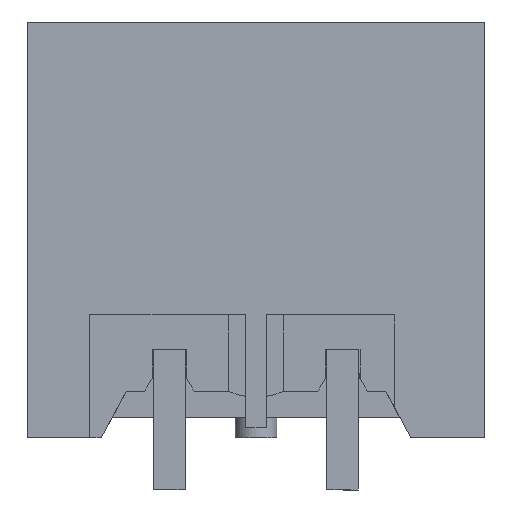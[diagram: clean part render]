
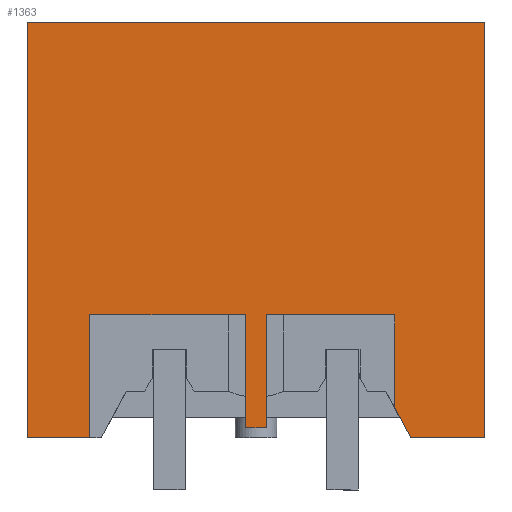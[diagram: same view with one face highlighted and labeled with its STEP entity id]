
A CAD part, front view. The second image highlights one B-rep face of the part: STEP entity #1363.
In plain terms, the highlighted planar face has unit normal (0, -1, 0).
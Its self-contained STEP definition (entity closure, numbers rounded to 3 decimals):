
#1292=AXIS2_PLACEMENT_3D('Plane Axis2P3D',#1289,#1290,#1291) ;
#709=CARTESIAN_POINT('Vertex',(6.3,0.,5.05)) ;
#742=CARTESIAN_POINT('Vertex',(6.3,0.,1.8)) ;
#745=CARTESIAN_POINT('Line Origine',(6.3,0.,3.425)) ;
#838=CARTESIAN_POINT('Line Origine',(4.05,0.,5.05)) ;
#842=CARTESIAN_POINT('Vertex',(1.8,0.,5.05)) ;
#864=CARTESIAN_POINT('Line Origine',(1.8,0.,3.275)) ;
#868=CARTESIAN_POINT('Vertex',(1.8,0.,1.5)) ;
#909=CARTESIAN_POINT('Line Origine',(0.9,0.,1.5)) ;
#913=CARTESIAN_POINT('Vertex',(0.,0.,1.5)) ;
#1269=CARTESIAN_POINT('Line Origine',(6.6,0.,1.8)) ;
#1273=CARTESIAN_POINT('Vertex',(6.9,0.,1.8)) ;
#1289=CARTESIAN_POINT('Axis2P3D Location',(0.,0.,13.5)) ;
#1294=CARTESIAN_POINT('Line Origine',(6.6,0.,13.5)) ;
#1298=CARTESIAN_POINT('Vertex',(0.,0.,13.5)) ;
#1300=CARTESIAN_POINT('Vertex',(13.2,0.,13.5)) ;
#1303=CARTESIAN_POINT('Line Origine',(0.,0.,7.5)) ;
#1308=CARTESIAN_POINT('Line Origine',(6.9,0.,3.425)) ;
#1312=CARTESIAN_POINT('Vertex',(6.9,0.,5.05)) ;
#1315=CARTESIAN_POINT('Line Origine',(8.75,0.,5.05)) ;
#1319=CARTESIAN_POINT('Vertex',(10.6,0.,5.05)) ;
#1322=CARTESIAN_POINT('Line Origine',(10.6,0.,3.711)) ;
#1326=CARTESIAN_POINT('Vertex',(10.6,0.,2.371)) ;
#1329=CARTESIAN_POINT('Line Origine',(10.831,0.,1.936)) ;
#1333=CARTESIAN_POINT('Vertex',(11.062,0.,1.5)) ;
#1336=CARTESIAN_POINT('Line Origine',(12.131,0.,1.5)) ;
#1340=CARTESIAN_POINT('Vertex',(13.2,0.,1.5)) ;
#1343=CARTESIAN_POINT('Line Origine',(13.2,0.,7.5)) ;
#746=DIRECTION('Vector Direction',(0.,0.,-1.)) ;
#839=DIRECTION('Vector Direction',(-1.,0.,0.)) ;
#865=DIRECTION('Vector Direction',(0.,0.,1.)) ;
#910=DIRECTION('Vector Direction',(1.,0.,0.)) ;
#1270=DIRECTION('Vector Direction',(-1.,0.,0.)) ;
#1290=DIRECTION('Axis2P3D Direction',(0.,-1.,0.)) ;
#1291=DIRECTION('Axis2P3D XDirection',(0.,0.,-1.)) ;
#1295=DIRECTION('Vector Direction',(1.,0.,0.)) ;
#1304=DIRECTION('Vector Direction',(0.,0.,-1.)) ;
#1309=DIRECTION('Vector Direction',(0.,0.,1.)) ;
#1316=DIRECTION('Vector Direction',(-1.,0.,0.)) ;
#1323=DIRECTION('Vector Direction',(0.,0.,1.)) ;
#1330=DIRECTION('Vector Direction',(0.468,0.,-0.884)) ;
#1337=DIRECTION('Vector Direction',(1.,0.,0.)) ;
#1344=DIRECTION('Vector Direction',(0.,0.,-1.)) ;
#747=VECTOR('Line Direction',#746,1.) ;
#840=VECTOR('Line Direction',#839,1.) ;
#866=VECTOR('Line Direction',#865,1.) ;
#911=VECTOR('Line Direction',#910,1.) ;
#1271=VECTOR('Line Direction',#1270,1.) ;
#1296=VECTOR('Line Direction',#1295,1.) ;
#1305=VECTOR('Line Direction',#1304,1.) ;
#1310=VECTOR('Line Direction',#1309,1.) ;
#1317=VECTOR('Line Direction',#1316,1.) ;
#1324=VECTOR('Line Direction',#1323,1.) ;
#1331=VECTOR('Line Direction',#1330,1.) ;
#1338=VECTOR('Line Direction',#1337,1.) ;
#1345=VECTOR('Line Direction',#1344,1.) ;
#1349=ORIENTED_EDGE('',*,*,#1302,.F.) ;
#1350=ORIENTED_EDGE('',*,*,#1307,.F.) ;
#1351=ORIENTED_EDGE('',*,*,#915,.T.) ;
#1352=ORIENTED_EDGE('',*,*,#870,.T.) ;
#1353=ORIENTED_EDGE('',*,*,#844,.F.) ;
#1354=ORIENTED_EDGE('',*,*,#749,.F.) ;
#1355=ORIENTED_EDGE('',*,*,#1275,.F.) ;
#1356=ORIENTED_EDGE('',*,*,#1314,.T.) ;
#1357=ORIENTED_EDGE('',*,*,#1321,.F.) ;
#1358=ORIENTED_EDGE('',*,*,#1328,.F.) ;
#1359=ORIENTED_EDGE('',*,*,#1335,.T.) ;
#1360=ORIENTED_EDGE('',*,*,#1342,.T.) ;
#1361=ORIENTED_EDGE('',*,*,#1347,.F.) ;
#1363=ADVANCED_FACE('HOUSING',(#1362),#1293,.T.) ;
#749=EDGE_CURVE('',#743,#710,#748,.F.) ;
#844=EDGE_CURVE('',#710,#843,#841,.T.) ;
#870=EDGE_CURVE('',#869,#843,#867,.T.) ;
#915=EDGE_CURVE('',#914,#869,#912,.T.) ;
#1275=EDGE_CURVE('',#1274,#743,#1272,.T.) ;
#1302=EDGE_CURVE('',#1299,#1301,#1297,.T.) ;
#1307=EDGE_CURVE('',#914,#1299,#1306,.F.) ;
#1314=EDGE_CURVE('',#1274,#1313,#1311,.T.) ;
#1321=EDGE_CURVE('',#1320,#1313,#1318,.T.) ;
#1328=EDGE_CURVE('',#1327,#1320,#1325,.T.) ;
#1335=EDGE_CURVE('',#1327,#1334,#1332,.T.) ;
#1342=EDGE_CURVE('',#1334,#1341,#1339,.T.) ;
#1347=EDGE_CURVE('',#1301,#1341,#1346,.T.) ;
#1348=EDGE_LOOP('',(#1349,#1350,#1351,#1352,#1353,#1354,#1355,#1356,#1357,#1358,#1359,#1360,#1361)) ;
#1362=FACE_OUTER_BOUND('',#1348,.T.) ;
#748=LINE('Line',#745,#747) ;
#841=LINE('Line',#838,#840) ;
#867=LINE('Line',#864,#866) ;
#912=LINE('Line',#909,#911) ;
#1272=LINE('Line',#1269,#1271) ;
#1297=LINE('Line',#1294,#1296) ;
#1306=LINE('Line',#1303,#1305) ;
#1311=LINE('Line',#1308,#1310) ;
#1318=LINE('Line',#1315,#1317) ;
#1325=LINE('Line',#1322,#1324) ;
#1332=LINE('Line',#1329,#1331) ;
#1339=LINE('Line',#1336,#1338) ;
#1346=LINE('Line',#1343,#1345) ;
#1293=PLANE('',#1292) ;
#710=VERTEX_POINT('',#709) ;
#743=VERTEX_POINT('',#742) ;
#843=VERTEX_POINT('',#842) ;
#869=VERTEX_POINT('',#868) ;
#914=VERTEX_POINT('',#913) ;
#1274=VERTEX_POINT('',#1273) ;
#1299=VERTEX_POINT('',#1298) ;
#1301=VERTEX_POINT('',#1300) ;
#1313=VERTEX_POINT('',#1312) ;
#1320=VERTEX_POINT('',#1319) ;
#1327=VERTEX_POINT('',#1326) ;
#1334=VERTEX_POINT('',#1333) ;
#1341=VERTEX_POINT('',#1340) ;
